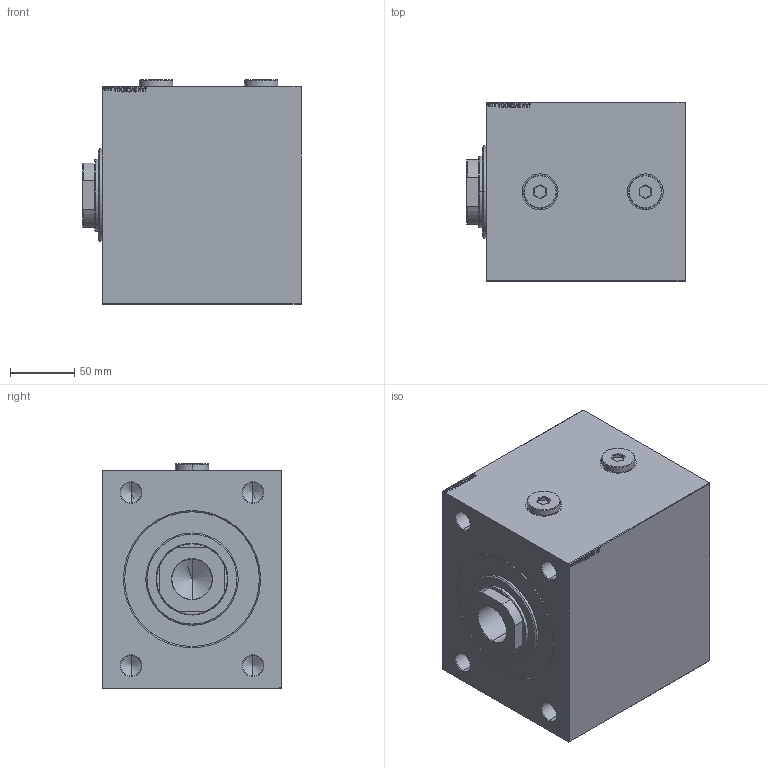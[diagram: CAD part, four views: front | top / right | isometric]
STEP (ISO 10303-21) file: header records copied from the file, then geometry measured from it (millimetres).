
FILE_DESCRIPTION (( 'STEP AP203' ), '1' );
FILE_NAME ('b52c.STEP', '2025-04-15T18:35:30', ( '' ), ( '' ), 'SwSTEP 2.0', 'SolidWorks 2019', '' );
FILE_SCHEMA (( 'CONFIG_CONTROL_DESIGN' ));
Length unit declared in the file: millimetre
Products named in the file (5): V450CM_B_VCP d7322d8ffb7c564e2dcbe681d8b3836e; Zatka_OIL_PORT d7322d8ffb7c564e2dcbe681d8b3836e; V450CM_VC_B d7322d8ffb7c564e2dcbe681d8b3836e; V450CM_B_Body d7322d8ffb7c564e2dcbe681d8b3836e; b52c
Assembly tree (5 placements, depth 2):
  b52c
    V450CM_B_Body d7322d8ffb7c564e2dcbe681d8b3836e
    V450CM_B_VCP d7322d8ffb7c564e2dcbe681d8b3836e
    V450CM_VC_B d7322d8ffb7c564e2dcbe681d8b3836e
    Zatka_OIL_PORT d7322d8ffb7c564e2dcbe681d8b3836e  x2
Bounding box: 170 x 140 x 174.9 mm (x, y, z)
Volume: 3357373.3 mm3; surface area: 279373.4 mm2
Topology: 5 solids, 5 shells, 932 faces, 2368 edges, 1545 vertices
Faces by surface type: plane 434, bspline 380, cylinder 68, cone 50
Entity records: 45573 total; most frequent: CARTESIAN_POINT 25516, ORIENTED_EDGE 4620, DIRECTION 2774, EDGE_CURVE 2310, VERTEX_POINT 1521, VECTOR 1376, LINE 1376, EDGE_LOOP 1039
